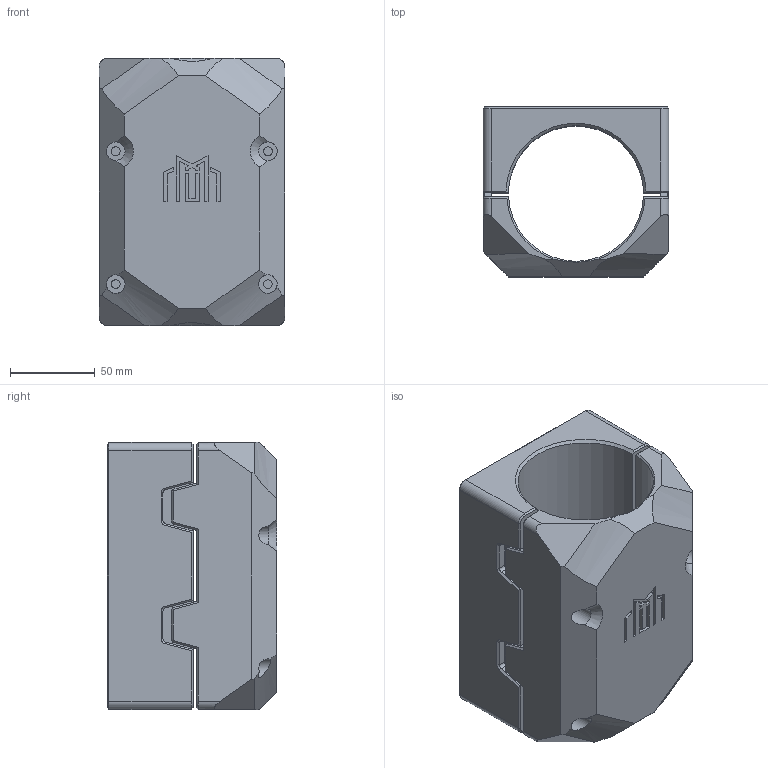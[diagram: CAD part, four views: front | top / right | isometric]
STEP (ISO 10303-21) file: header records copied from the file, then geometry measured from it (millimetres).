
FILE_DESCRIPTION(/* description */ (''),/* implementation_level */ '2;1');
FILE_NAME(/* name */ '80mm v1.1.step',/* time_stamp */ '2022-10-16T16:54:50+03:00',/* author */ (''),/* organization */ (''),/* preprocessor_version */ 'ST-DEVELOPER v19',/* originating_system */ 'Autodesk Translation Framework v11.7.0.108',/* authorisation */ '');
FILE_SCHEMA (('AUTOMOTIVE_DESIGN { 1 0 10303 214 3 1 1 }'));
Length unit declared in the file: millimetre
Products named in the file (3): Minimill Remix V1.5 Release build ; SMH 80mm part B; SMH 80mm part A (1)
Assembly tree (2 placements, depth 2):
  Minimill Remix V1.5 Release build 
    SMH 80mm part B
    SMH 80mm part A (1)
Bounding box: 110 x 100.41 x 158 mm (x, y, z)
Volume: 845806.4 mm3; surface area: 129769 mm2
Topology: 2 solids, 2 shells, 240 faces, 602 edges, 376 vertices
Faces by surface type: plane 150, cylinder 44, cone 36, bspline 10
Full cylindrical faces by diameter (mm): 5.2 x8, 6.4 x2, 11 x4
Entity records: 7409 total; most frequent: CARTESIAN_POINT 1626, ORIENTED_EDGE 1204, DIRECTION 1162, EDGE_CURVE 602, LINE 418, VECTOR 418, VERTEX_POINT 376, AXIS2_PLACEMENT_3D 372
